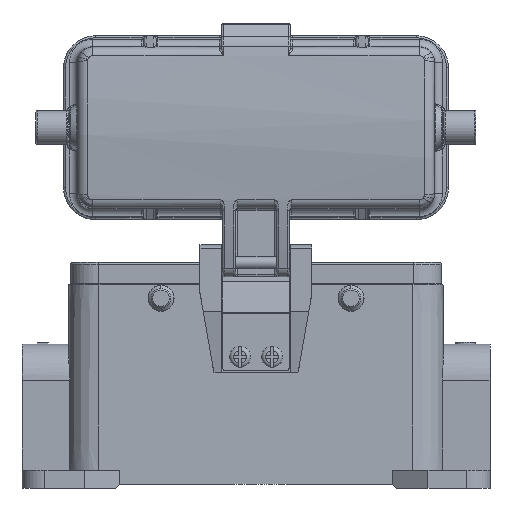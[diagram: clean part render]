
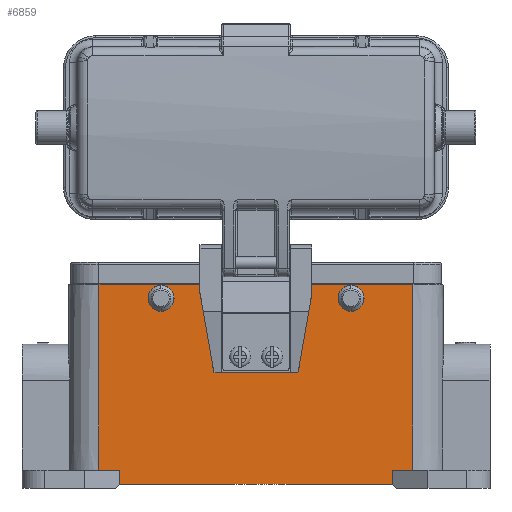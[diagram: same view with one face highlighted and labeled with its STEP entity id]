
A CAD part, front view. The second image highlights one B-rep face of the part: STEP entity #6859.
In plain terms, the highlighted planar face has unit normal (0, -1, 0.009).
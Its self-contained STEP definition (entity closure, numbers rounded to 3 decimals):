
#683=PLANE('',#24715);
#838=FACE_BOUND('',#9518,.T.);
#839=FACE_BOUND('',#9519,.T.);
#840=FACE_BOUND('',#9520,.T.);
#841=FACE_BOUND('',#9521,.T.);
#842=FACE_BOUND('',#9522,.T.);
#843=FACE_BOUND('',#9523,.T.);
#886=ELLIPSE('',#24713,1.5,1.5);
#887=ELLIPSE('',#24714,1.5,1.5);
#2171=LINE('',#58041,#3674);
#2172=LINE('',#58043,#3675);
#2184=LINE('',#58086,#3687);
#2189=LINE('',#58107,#3692);
#2196=LINE('',#58142,#3699);
#2225=LINE('',#58217,#3728);
#2228=LINE('',#58231,#3731);
#2235=LINE('',#58247,#3738);
#2369=LINE('',#58744,#3872);
#2382=LINE('',#58778,#3885);
#2384=LINE('',#58782,#3887);
#2385=LINE('',#58794,#3888);
#3674=VECTOR('',#30110,1.);
#3675=VECTOR('',#30113,1.);
#3687=VECTOR('',#30137,1.);
#3692=VECTOR('',#30148,1.);
#3699=VECTOR('',#30167,1.);
#3728=VECTOR('',#30240,1.);
#3731=VECTOR('',#30257,1.);
#3738=VECTOR('',#30268,1.);
#3872=VECTOR('',#30552,1.);
#3885=VECTOR('',#30587,1.);
#3887=VECTOR('',#30591,1.);
#3888=VECTOR('',#30604,1.);
#6859=ADVANCED_FACE('',(#838,#839,#840,#841,#842,#843),#683,.T.);
#9518=EDGE_LOOP('',(#16102));
#9519=EDGE_LOOP('',(#16103));
#9520=EDGE_LOOP('',(#16104));
#9521=EDGE_LOOP('',(#16105));
#9522=EDGE_LOOP('',(#16106));
#9523=EDGE_LOOP('',(#16107,#16108,#16109,#16110,#16111,#16112,#16113,#16114,
#16115,#16116,#16117,#16118));
#16102=ORIENTED_EDGE('',*,*,#21576,.F.);
#16103=ORIENTED_EDGE('',*,*,#21577,.F.);
#16104=ORIENTED_EDGE('',*,*,#21578,.F.);
#16105=ORIENTED_EDGE('',*,*,#21579,.T.);
#16106=ORIENTED_EDGE('',*,*,#21580,.T.);
#16107=ORIENTED_EDGE('',*,*,#21573,.T.);
#16108=ORIENTED_EDGE('',*,*,#21556,.T.);
#16109=ORIENTED_EDGE('',*,*,#21374,.F.);
#16110=ORIENTED_EDGE('',*,*,#21366,.T.);
#16111=ORIENTED_EDGE('',*,*,#21359,.F.);
#16112=ORIENTED_EDGE('',*,*,#21581,.T.);
#16113=ORIENTED_EDGE('',*,*,#21321,.F.);
#16114=ORIENTED_EDGE('',*,*,#21309,.T.);
#16115=ORIENTED_EDGE('',*,*,#21301,.T.);
#16116=ORIENTED_EDGE('',*,*,#21285,.T.);
#16117=ORIENTED_EDGE('',*,*,#21284,.F.);
#16118=ORIENTED_EDGE('',*,*,#21575,.F.);
#18067=VERTEX_POINT('',#58038);
#18068=VERTEX_POINT('',#58040);
#18069=VERTEX_POINT('',#58044);
#18082=VERTEX_POINT('',#58087);
#18087=VERTEX_POINT('',#58108);
#18097=VERTEX_POINT('',#58143);
#18118=VERTEX_POINT('',#58212);
#18120=VERTEX_POINT('',#58216);
#18125=VERTEX_POINT('',#58232);
#18132=VERTEX_POINT('',#58248);
#18252=VERTEX_POINT('',#58745);
#18262=VERTEX_POINT('',#58779);
#18263=VERTEX_POINT('',#58785);
#18264=VERTEX_POINT('',#58787);
#18265=VERTEX_POINT('',#58789);
#18266=VERTEX_POINT('',#58791);
#18267=VERTEX_POINT('',#58793);
#21284=EDGE_CURVE('',#18068,#18067,#2171,.T.);
#21285=EDGE_CURVE('',#18069,#18067,#2172,.T.);
#21301=EDGE_CURVE('',#18082,#18069,#2184,.T.);
#21309=EDGE_CURVE('',#18087,#18082,#2189,.T.);
#21321=EDGE_CURVE('',#18087,#18097,#2196,.T.);
#21359=EDGE_CURVE('',#18120,#18118,#2225,.T.);
#21366=EDGE_CURVE('',#18125,#18118,#2228,.T.);
#21374=EDGE_CURVE('',#18125,#18132,#2235,.T.);
#21556=EDGE_CURVE('',#18252,#18132,#2369,.T.);
#21573=EDGE_CURVE('',#18262,#18252,#2382,.T.);
#21575=EDGE_CURVE('',#18262,#18068,#2384,.T.);
#21576=EDGE_CURVE('',#18263,#18263,#22527,.T.);
#21577=EDGE_CURVE('',#18264,#18264,#22528,.T.);
#21578=EDGE_CURVE('',#18265,#18265,#22529,.T.);
#21579=EDGE_CURVE('',#18266,#18266,#886,.T.);
#21580=EDGE_CURVE('',#18267,#18267,#887,.T.);
#21581=EDGE_CURVE('',#18120,#18097,#2385,.T.);
#22527=CIRCLE('',#24710,1.5);
#22528=CIRCLE('',#24711,1.5);
#22529=CIRCLE('',#24712,1.5);
#24710=AXIS2_PLACEMENT_3D('',#58784,#30594,#30595);
#24711=AXIS2_PLACEMENT_3D('',#58786,#30596,#30597);
#24712=AXIS2_PLACEMENT_3D('',#58788,#30598,#30599);
#24713=AXIS2_PLACEMENT_3D('',#58790,#30600,#30601);
#24714=AXIS2_PLACEMENT_3D('',#58792,#30602,#30603);
#24715=AXIS2_PLACEMENT_3D('',#58795,#30605,#30606);
#30110=DIRECTION('',(1.,0.,0.));
#30113=DIRECTION('',(0.,-0.009,-1.));
#30137=DIRECTION('',(-1.,0.,0.));
#30148=DIRECTION('',(0.,0.009,1.));
#30167=DIRECTION('',(-1.,0.,0.));
#30240=DIRECTION('',(-1.,0.,0.));
#30257=DIRECTION('',(0.,-0.009,-1.));
#30268=DIRECTION('',(-1.,0.,0.));
#30552=DIRECTION('',(0.,-0.009,-1.));
#30587=DIRECTION('',(-1.,0.,0.));
#30591=DIRECTION('',(0.,-0.009,-1.));
#30594=DIRECTION('',(0.,-1.,0.009));
#30595=DIRECTION('',(1.,0.,0.));
#30596=DIRECTION('',(0.,-1.,0.009));
#30597=DIRECTION('',(1.,0.,0.));
#30598=DIRECTION('',(0.,-1.,0.009));
#30599=DIRECTION('',(1.,0.,0.));
#30600=DIRECTION('',(0.,1.,-0.009));
#30601=DIRECTION('',(0.,0.009,1.));
#30602=DIRECTION('',(0.,1.,-0.009));
#30603=DIRECTION('',(0.,0.009,1.));
#30604=DIRECTION('',(0.,0.009,1.));
#30605=DIRECTION('',(0.,-1.,0.009));
#30606=DIRECTION('',(-1.,0.,0.));
#58038=CARTESIAN_POINT('',(1.6,-21.526,21.5));
#58040=CARTESIAN_POINT('',(-1.6,-21.526,21.5));
#58041=CARTESIAN_POINT('',(-1.6,-21.526,21.5));
#58043=CARTESIAN_POINT('',(1.6,-21.5,24.5));
#58044=CARTESIAN_POINT('',(1.6,-21.5,24.5));
#58086=CARTESIAN_POINT('',(39.25,-21.5,24.5));
#58087=CARTESIAN_POINT('',(39.25,-21.5,24.5));
#58107=CARTESIAN_POINT('',(39.25,-21.906,-22.));
#58108=CARTESIAN_POINT('',(39.25,-21.906,-22.));
#58142=CARTESIAN_POINT('',(39.25,-21.906,-22.));
#58143=CARTESIAN_POINT('',(34.,-21.906,-22.));
#58212=CARTESIAN_POINT('',(-34.,-21.936,-25.5));
#58216=CARTESIAN_POINT('',(34.,-21.936,-25.5));
#58217=CARTESIAN_POINT('',(34.,-21.936,-25.5));
#58231=CARTESIAN_POINT('',(-34.,-21.906,-22.));
#58232=CARTESIAN_POINT('',(-34.,-21.906,-22.));
#58247=CARTESIAN_POINT('',(-34.,-21.906,-22.));
#58248=CARTESIAN_POINT('',(-39.25,-21.906,-22.));
#58744=CARTESIAN_POINT('',(-39.25,-21.5,24.5));
#58745=CARTESIAN_POINT('',(-39.25,-21.5,24.5));
#58778=CARTESIAN_POINT('',(-1.6,-21.5,24.5));
#58779=CARTESIAN_POINT('',(-1.6,-21.5,24.5));
#58782=CARTESIAN_POINT('',(-1.6,-21.5,24.5));
#58784=CARTESIAN_POINT('',(4.,-21.66,6.212));
#58785=CARTESIAN_POINT('',(5.5,-21.66,6.212));
#58786=CARTESIAN_POINT('',(0.,-21.542,19.712));
#58787=CARTESIAN_POINT('',(1.5,-21.542,19.712));
#58788=CARTESIAN_POINT('',(-4.,-21.66,6.212));
#58789=CARTESIAN_POINT('',(-2.5,-21.66,6.212));
#58790=CARTESIAN_POINT('',(23.75,-21.531,21.));
#58791=CARTESIAN_POINT('',(23.75,-21.517,22.5));
#58792=CARTESIAN_POINT('',(-23.75,-21.531,21.));
#58793=CARTESIAN_POINT('',(-23.75,-21.517,22.5));
#58794=CARTESIAN_POINT('',(34.,-21.936,-25.5));
#58795=CARTESIAN_POINT('',(-41.628,-21.5,24.5));
